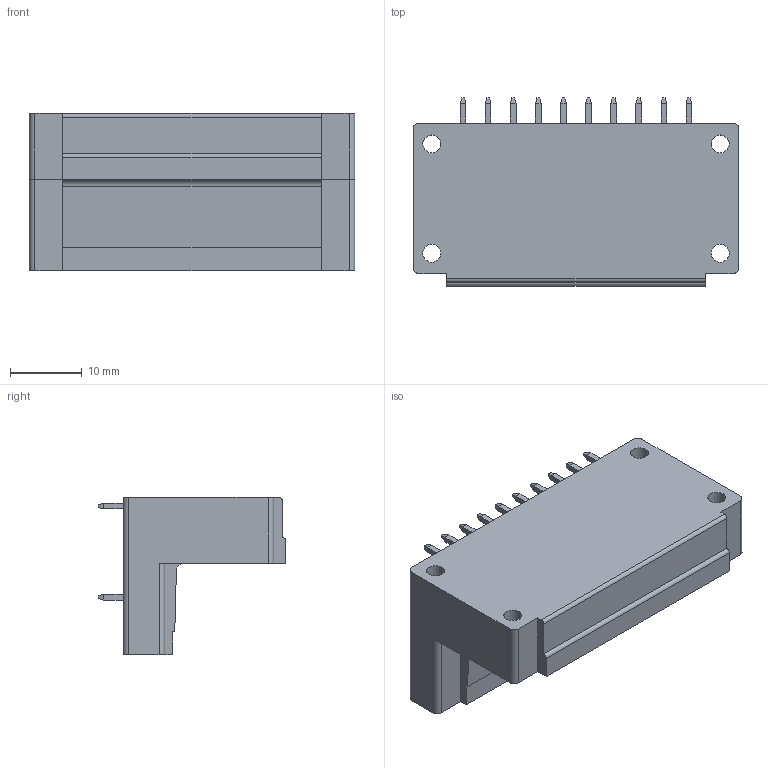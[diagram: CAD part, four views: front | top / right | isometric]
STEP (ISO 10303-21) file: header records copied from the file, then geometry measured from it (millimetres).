
FILE_DESCRIPTION((''),'2;1');
FILE_NAME('TLPHDW-005R-XXP','2024-09-24T09:32:04',('sheji109'),(''),'CREO PARAMETRIC BY PTC INC, 2018100','CREO PARAMETRIC BY PTC INC, 2018100','');
FILE_SCHEMA(('CONFIG_CONTROL_DESIGN'));
Length unit declared in the file: millimetre
Products named in the file (1): TLPHDW-005R-XXP
Bounding box: 45.4 x 26.2 x 21.9 mm (x, y, z)
Volume: 10720 mm3; surface area: 9012.7 mm2
Topology: 1 solids, 1 shells, 1536 faces, 4142 edges, 2688 vertices
Faces by surface type: plane 1079, cylinder 317, cone 100, torus 40
Entity records: 47874 total; most frequent: CARTESIAN_POINT 8986, ORIENTED_EDGE 8284, DIRECTION 7788, EDGE_CURVE 4142, VECTOR 3168, LINE 3168, VERTEX_POINT 2688, AXIS2_PLACEMENT_3D 2310
